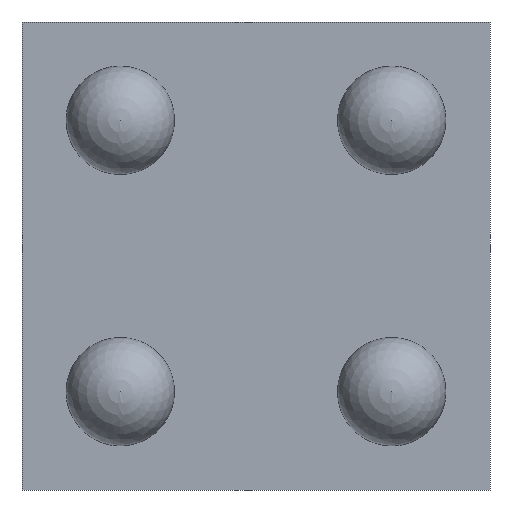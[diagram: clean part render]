
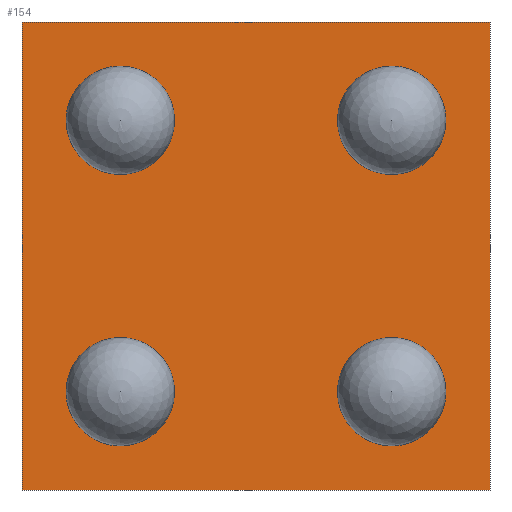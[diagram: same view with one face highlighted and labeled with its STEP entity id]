
A CAD part, front view. The second image highlights one B-rep face of the part: STEP entity #154.
In plain terms, the highlighted planar face has unit normal (0, -1, 0).
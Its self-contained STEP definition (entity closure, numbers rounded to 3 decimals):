
#25 = DIRECTION ( 'NONE',  ( 0., 0., -1. ) ) ;
#32 = VERTEX_POINT ( 'NONE', #737 ) ;
#41 = LINE ( 'NONE', #235, #709 ) ;
#54 = ORIENTED_EDGE ( 'NONE', *, *, #418, .T. ) ;
#61 = ORIENTED_EDGE ( 'NONE', *, *, #327, .T. ) ;
#129 = LINE ( 'NONE', #562, #392 ) ;
#135 = AXIS2_PLACEMENT_3D ( 'NONE', #372, #237, #778 ) ;
#136 = CARTESIAN_POINT ( 'NONE',  ( -0.345, 0.095, -0.345 ) ) ;
#140 = VERTEX_POINT ( 'NONE', #219 ) ;
#154 = ADVANCED_FACE ( 'NONE', ( #423 ), #576, .T. ) ;
#182 = CARTESIAN_POINT ( 'NONE',  ( 0.345, 0.095, 0.345 ) ) ;
#199 = VECTOR ( 'NONE', #320, 1000. ) ;
#217 = LINE ( 'NONE', #182, #514 ) ;
#219 = CARTESIAN_POINT ( 'NONE',  ( 0.345, 0.095, 0.345 ) ) ;
#220 = ORIENTED_EDGE ( 'NONE', *, *, #466, .T. ) ;
#235 = CARTESIAN_POINT ( 'NONE',  ( 0.345, 0.095, -0.345 ) ) ;
#237 = DIRECTION ( 'NONE',  ( 0., -1., 0. ) ) ;
#308 = DIRECTION ( 'NONE',  ( -1., 0., 0. ) ) ;
#320 = DIRECTION ( 'NONE',  ( 1., 0., 0. ) ) ;
#327 = EDGE_CURVE ( 'NONE', #32, #700, #129, .T. ) ;
#329 = VERTEX_POINT ( 'NONE', #430 ) ;
#368 = EDGE_CURVE ( 'NONE', #329, #140, #41, .T. ) ;
#372 = CARTESIAN_POINT ( 'NONE',  ( 0., 0.095, 0. ) ) ;
#376 = LINE ( 'NONE', #444, #199 ) ;
#392 = VECTOR ( 'NONE', #25, 1000. ) ;
#418 = EDGE_CURVE ( 'NONE', #140, #32, #217, .T. ) ;
#423 = FACE_OUTER_BOUND ( 'NONE', #860, .T. ) ;
#430 = CARTESIAN_POINT ( 'NONE',  ( 0.345, 0.095, -0.345 ) ) ;
#443 = ORIENTED_EDGE ( 'NONE', *, *, #368, .T. ) ;
#444 = CARTESIAN_POINT ( 'NONE',  ( -0.345, 0.095, -0.345 ) ) ;
#466 = EDGE_CURVE ( 'NONE', #700, #329, #376, .T. ) ;
#514 = VECTOR ( 'NONE', #308, 1000. ) ;
#562 = CARTESIAN_POINT ( 'NONE',  ( -0.345, 0.095, 0.345 ) ) ;
#576 = PLANE ( 'NONE',  #135 ) ;
#700 = VERTEX_POINT ( 'NONE', #136 ) ;
#709 = VECTOR ( 'NONE', #764, 1000. ) ;
#737 = CARTESIAN_POINT ( 'NONE',  ( -0.345, 0.095, 0.345 ) ) ;
#764 = DIRECTION ( 'NONE',  ( 0., 0., 1. ) ) ;
#778 = DIRECTION ( 'NONE',  ( 0., 0., -1. ) ) ;
#860 = EDGE_LOOP ( 'NONE', ( #220, #443, #54, #61 ) ) ;
